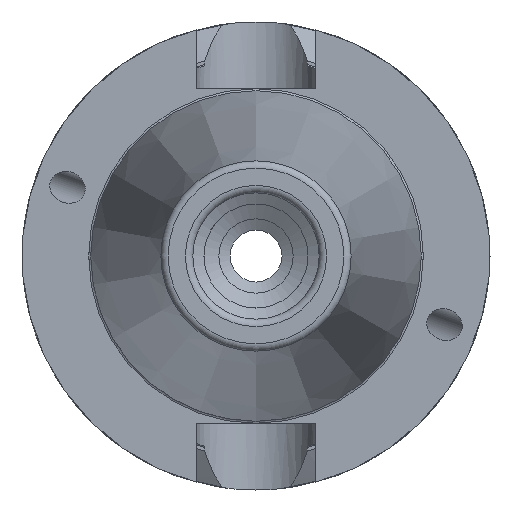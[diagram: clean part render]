
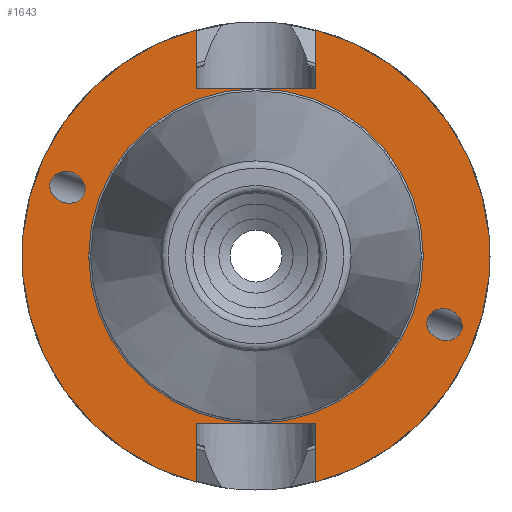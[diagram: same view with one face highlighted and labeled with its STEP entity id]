
A CAD part, left-side view. The second image highlights one B-rep face of the part: STEP entity #1643.
In plain terms, the highlighted planar face has unit normal (-1, 0, 0).
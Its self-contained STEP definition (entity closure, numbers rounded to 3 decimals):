
#817=CARTESIAN_POINT('',(2.,-23.093,-8.405));
#818=VERTEX_POINT('',#817);
#819=CARTESIAN_POINT('',(2.,-25.372,-9.235));
#820=DIRECTION('',(1.0,0.0,0.0));
#821=DIRECTION('',(0.0,-0.94,-0.342));
#822=AXIS2_PLACEMENT_3D('',#819,#820,#821);
#823=ELLIPSE('',#822,2.425,2.1);
#824=EDGE_CURVE('',#818,#818,#823,.T.);
#854=CARTESIAN_POINT('',(2.,23.093,8.405));
#855=VERTEX_POINT('',#854);
#856=CARTESIAN_POINT('',(2.,25.372,9.235));
#857=DIRECTION('',(1.0,0.0,0.0));
#858=DIRECTION('',(0.0,0.94,0.342));
#859=AXIS2_PLACEMENT_3D('',#856,#857,#858);
#860=ELLIPSE('',#859,2.425,2.1);
#861=EDGE_CURVE('',#855,#855,#860,.T.);
#1073=CARTESIAN_POINT('',(2.0,8.05,-22.6));
#1074=VERTEX_POINT('',#1073);
#1081=CARTESIAN_POINT('',(2.0,8.05,-30.454));
#1082=VERTEX_POINT('',#1081);
#1083=CARTESIAN_POINT('',(2.,8.05,-30.454));
#1084=DIRECTION('',(0.0,0.0,1.0));
#1085=VECTOR('',#1084,7.854);
#1086=LINE('',#1083,#1085);
#1087=EDGE_CURVE('',#1082,#1074,#1086,.T.);
#1318=CARTESIAN_POINT('',(2.,-8.05,-30.454));
#1319=VERTEX_POINT('',#1318);
#1326=CARTESIAN_POINT('',(2.,-8.05,-22.6));
#1327=VERTEX_POINT('',#1326);
#1328=CARTESIAN_POINT('',(2.,-8.05,-22.6));
#1329=DIRECTION('',(0.0,0.0,-1.0));
#1330=VECTOR('',#1329,7.854);
#1331=LINE('',#1328,#1330);
#1332=EDGE_CURVE('',#1327,#1319,#1331,.T.);
#1350=CARTESIAN_POINT('',(2.,8.05,-22.6));
#1351=DIRECTION('',(0.0,-1.0,0.0));
#1352=VECTOR('',#1351,16.1);
#1353=LINE('',#1350,#1352);
#1354=EDGE_CURVE('',#1074,#1327,#1353,.T.);
#1576=CARTESIAN_POINT('',(2.,0.0,27.008));
#1577=DIRECTION('',(-1.0,0.0,0.0));
#1578=DIRECTION('',(0.0,0.0,1.0));
#1579=AXIS2_PLACEMENT_3D('',#1576,#1577,#1578);
#1580=PLANE('',#1579);
#1581=ORIENTED_EDGE('',*,*,#1087,.T.);
#1582=ORIENTED_EDGE('',*,*,#1354,.T.);
#1583=ORIENTED_EDGE('',*,*,#1332,.T.);
#1584=CARTESIAN_POINT('',(2.,-8.05,30.454));
#1585=VERTEX_POINT('',#1584);
#1586=CARTESIAN_POINT('',(2.,0.0,0.0));
#1587=DIRECTION('',(-1.0,0.0,0.));
#1588=DIRECTION('',(0.,0.0,1.0));
#1589=AXIS2_PLACEMENT_3D('',#1586,#1587,#1588);
#1590=CIRCLE('',#1589,31.5);
#1591=EDGE_CURVE('',#1319,#1585,#1590,.T.);
#1592=ORIENTED_EDGE('',*,*,#1591,.T.);
#1593=CARTESIAN_POINT('',(2.,-8.05,22.6));
#1594=VERTEX_POINT('',#1593);
#1595=CARTESIAN_POINT('',(2.,-8.05,30.454));
#1596=DIRECTION('',(0.0,0.0,-1.0));
#1597=VECTOR('',#1596,7.854);
#1598=LINE('',#1595,#1597);
#1599=EDGE_CURVE('',#1585,#1594,#1598,.T.);
#1600=ORIENTED_EDGE('',*,*,#1599,.T.);
#1601=CARTESIAN_POINT('',(2.,8.05,22.6));
#1602=VERTEX_POINT('',#1601);
#1603=CARTESIAN_POINT('',(2.,-8.05,22.6));
#1604=DIRECTION('',(0.0,1.0,0.0));
#1605=VECTOR('',#1604,16.1);
#1606=LINE('',#1603,#1605);
#1607=EDGE_CURVE('',#1594,#1602,#1606,.T.);
#1608=ORIENTED_EDGE('',*,*,#1607,.T.);
#1609=CARTESIAN_POINT('',(2.,8.05,30.454));
#1610=VERTEX_POINT('',#1609);
#1611=CARTESIAN_POINT('',(2.,8.05,22.6));
#1612=DIRECTION('',(0.0,0.0,1.0));
#1613=VECTOR('',#1612,7.854);
#1614=LINE('',#1611,#1613);
#1615=EDGE_CURVE('',#1602,#1610,#1614,.T.);
#1616=ORIENTED_EDGE('',*,*,#1615,.T.);
#1617=CARTESIAN_POINT('',(2.,0.0,0.0));
#1618=DIRECTION('',(-1.0,0.0,0.));
#1619=DIRECTION('',(0.,0.0,1.0));
#1620=AXIS2_PLACEMENT_3D('',#1617,#1618,#1619);
#1621=CIRCLE('',#1620,31.5);
#1622=EDGE_CURVE('',#1610,#1082,#1621,.T.);
#1623=ORIENTED_EDGE('',*,*,#1622,.T.);
#1624=EDGE_LOOP('',(#1581,#1582,#1583,#1592,#1600,#1608,#1616,#1623));
#1625=FACE_OUTER_BOUND('',#1624,.T.);
#1626=ORIENTED_EDGE('',*,*,#824,.T.);
#1627=EDGE_LOOP('',(#1626));
#1628=FACE_BOUND('',#1627,.T.);
#1629=ORIENTED_EDGE('',*,*,#861,.T.);
#1630=EDGE_LOOP('',(#1629));
#1631=FACE_BOUND('',#1630,.T.);
#1632=CARTESIAN_POINT('',(2.,0.0,22.517));
#1633=VERTEX_POINT('',#1632);
#1634=CARTESIAN_POINT('',(2.,0.0,0.0));
#1635=DIRECTION('',(-1.0,0.0,0.));
#1636=DIRECTION('',(0.,0.0,1.0));
#1637=AXIS2_PLACEMENT_3D('',#1634,#1635,#1636);
#1638=CIRCLE('',#1637,22.517);
#1639=EDGE_CURVE('',#1633,#1633,#1638,.T.);
#1640=ORIENTED_EDGE('',*,*,#1639,.F.);
#1641=EDGE_LOOP('',(#1640));
#1642=FACE_BOUND('',#1641,.T.);
#1643=ADVANCED_FACE('',(#1625,#1628,#1631,#1642),#1580,.T.);
